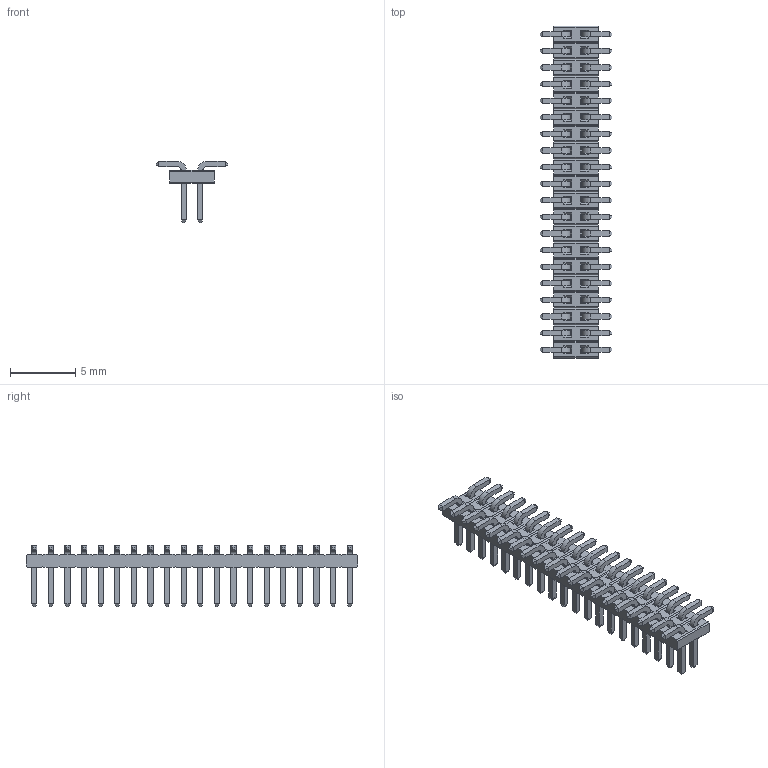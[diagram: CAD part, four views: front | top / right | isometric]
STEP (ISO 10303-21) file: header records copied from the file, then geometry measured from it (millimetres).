
FILE_DESCRIPTION(('STEP AP214'),'1');
FILE_NAME('m50-3602042.stp','2017-04-24T05:20:41',('TraceParts'),('TraceParts S.A.'),'Spatial InterOp 3D',' ',' ');
FILE_SCHEMA(('automotive_design'));
Length unit declared in the file: millimetre
Products named in the file (41): m50-3602042_1; m50-3602042_2; m50-3602042_3; m50-3602042_4; m50-3602042_5; m50-3602042_6; m50-3602042_7; m50-3602042_8; m50-3602042_9; m50-3602042_10; m50-3602042_11; m50-3602042_12; m50-3602042_13; m50-3602042_14; m50-3602042_15; m50-3602042_16; m50-3602042_17; m50-3602042_18; m50-3602042_19; m50-3602042_20; m50-3602042_21; m50-3602042_22; m50-3602042_23; m50-3602042_24; m50-3602042_25; m50-3602042_26; m50-3602042_27; m50-3602042_28; m50-3602042_29; m50-3602042_30; m50-3602042_31; m50-3602042_32; m50-3602042_33; m50-3602042_34; m50-3602042_35; m50-3602042_36; m50-3602042_37; m50-3602042_38; m50-3602042_39; m50-3602042_40 ...
Bounding box: 5.5 x 25.4 x 4.68 mm (x, y, z)
Volume: 117.1 mm3; surface area: 688 mm2
Topology: 41 solids, 41 shells, 1524 faces, 3566 edges, 2164 vertices
Faces by surface type: plane 1444, cylinder 80
Entity records: 73016 total; most frequent: CARTESIAN_POINT 7295, ORIENTED_EDGE 7132, DIRECTION 6856, STYLED_ITEM 5131, PRESENTATION_STYLE_ASSIGNMENT 5131, COLOUR_RGB 5131, EDGE_CURVE 3566, CURVE_STYLE 3566
